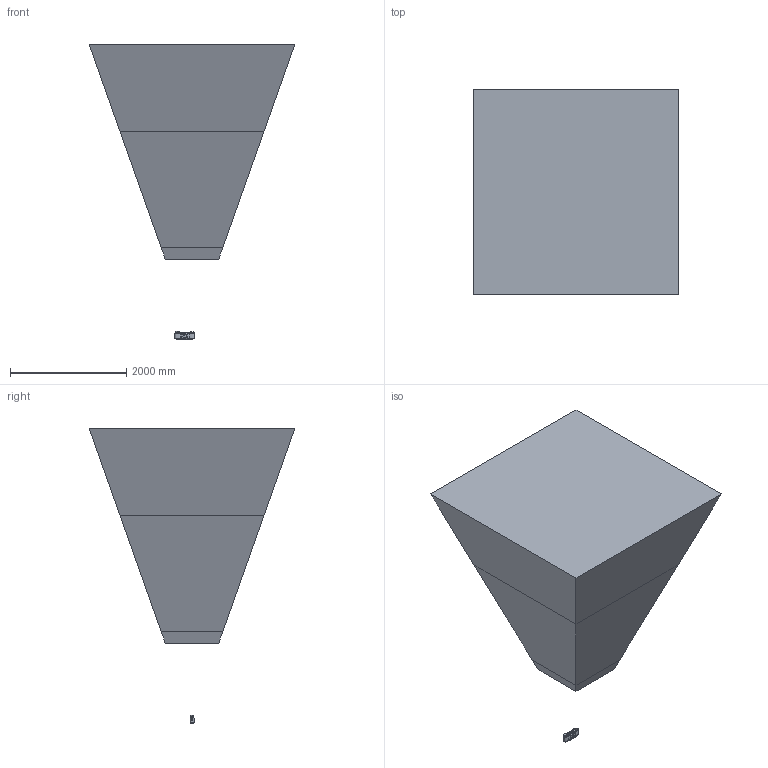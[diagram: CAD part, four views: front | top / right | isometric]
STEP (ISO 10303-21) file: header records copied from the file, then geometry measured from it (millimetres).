
FILE_DESCRIPTION (( 'STEP AP203' ), '1' );
FILE_NAME ('Zivid 3 XL250 with FOV.STEP', '2025-11-02T10:54:32', ( '' ), ( '' ), 'SwSTEP 2.0', 'SolidWorks 2024', '' );
FILE_SCHEMA (( 'CONFIG_CONTROL_DESIGN' ));
Products named in the file (1): Zivid 3 XL250 with FOV
Bounding box: 3537.26 x 3537.26 x 5086.4 mm (x, y, z)
Volume: 20489413398.6 mm3; surface area: 63037206.8 mm2
Topology: 7 solids, 7 shells, 2607 faces, 6276 edges, 3686 vertices
Faces by surface type: bspline 2152, plane 227, torus 89, cylinder 71, cone 60, sphere 8
Entity records: 244777 total; most frequent: CARTESIAN_POINT 202876, ORIENTED_EDGE 12514, EDGE_CURVE 6257, B_SPLINE_CURVE_WITH_KNOTS 4267, VERTEX_POINT 3683, DIRECTION 3012, EDGE_LOOP 2626, FACE_OUTER_BOUND 2607
